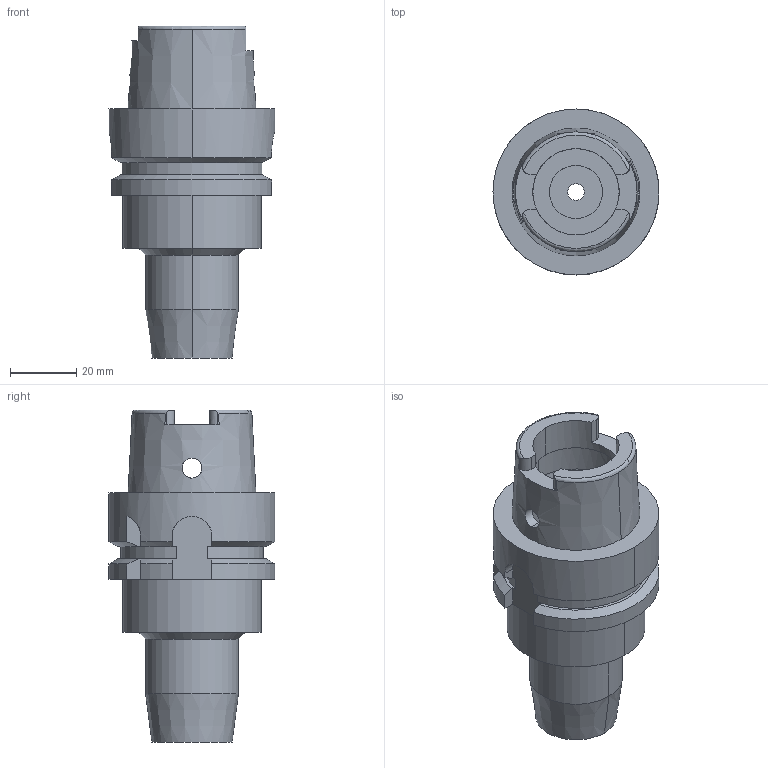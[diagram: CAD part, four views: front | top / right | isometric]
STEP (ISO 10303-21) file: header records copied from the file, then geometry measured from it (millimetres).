
FILE_DESCRIPTION((''),'2;1');
FILE_NAME('HSK-A50-HDC8-75','2018-03-02T',('ykawabe'),(''),'CREO PARAMETRIC BY PTC INC, 2016380','CREO PARAMETRIC BY PTC INC, 2016380','');
FILE_SCHEMA(('AUTOMOTIVE_DESIGN { 1 0 10303 214 1 1 1 1 }'));
Length unit declared in the file: millimetre
Products named in the file (1): HSK-A50-HDC8-75
Bounding box: 50 x 50 x 100 mm (x, y, z)
Volume: 87984 mm3; surface area: 20968.1 mm2
Topology: 1 solids, 1 shells, 96 faces, 271 edges, 181 vertices
Faces by surface type: plane 39, cylinder 39, cone 14, torus 4
Entity records: 4400 total; most frequent: CARTESIAN_POINT 839, DIRECTION 544, ORIENTED_EDGE 542, PRESENTATION_STYLE_ASSIGNMENT 276, STYLED_ITEM 276, CURVE_STYLE 275, EDGE_CURVE 271, AXIS2_PLACEMENT_3D 212
